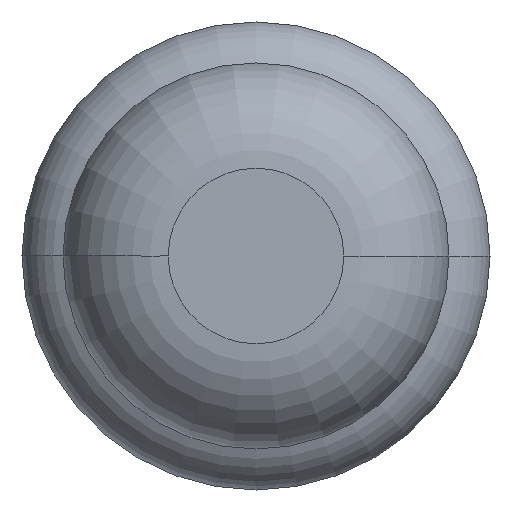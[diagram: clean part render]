
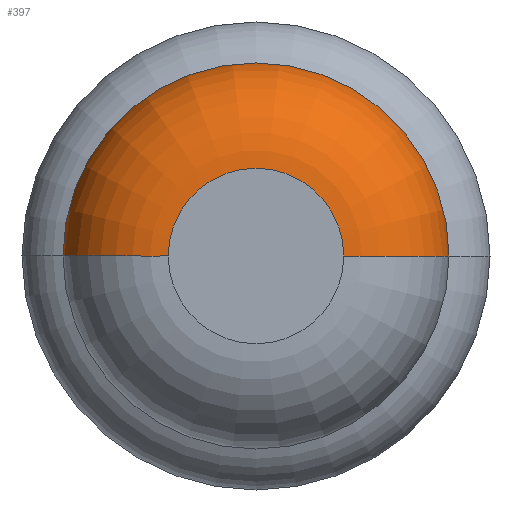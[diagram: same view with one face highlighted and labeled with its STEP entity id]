
A CAD part, front view. The second image highlights one B-rep face of the part: STEP entity #397.
In plain terms, the highlighted toroidal (fillet/blend) face has major radius 0.375 mm and minor radius 0.45 mm.
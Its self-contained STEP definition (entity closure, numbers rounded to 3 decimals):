
#41 = ORIENTED_EDGE ( 'NONE', *, *, #1046, .T. ) ;
#99 = EDGE_CURVE ( 'NONE', #1510, #1676, #235, .T. ) ;
#108 = AXIS2_PLACEMENT_3D ( 'NONE', #2726, #1459, #173 ) ;
#163 = EDGE_CURVE ( 'Defeature ausgef�hrt1_6+Defeature ausgef�hrt1_7+Defeature ausgef�hrt1_7+Defeature ausgef�hrt1_7', #1676, #1270, #1111, .T. ) ;
#173 = DIRECTION ( 'NONE',  ( 1., 0., 0. ) ) ;
#202 = CARTESIAN_POINT ( 'NONE',  ( -0.825, -31.55, 0. ) ) ;
#205 = EDGE_LOOP ( 'NONE', ( #342, #41, #332, #2456 ) ) ;
#235 = CIRCLE ( 'NONE', #2688, 0.45 ) ;
#309 = TOROIDAL_SURFACE ( 'NONE', #3078, 0.375, 0.45 ) ;
#332 = ORIENTED_EDGE ( 'NONE', *, *, #163, .F. ) ;
#342 = ORIENTED_EDGE ( 'NONE', *, *, #449, .T. ) ;
#373 = DIRECTION ( 'NONE',  ( 0., -1., 0. ) ) ;
#397 = ADVANCED_FACE ( 'Defeature ausgef�hrt1_7', ( #1521 ), #309, .T. ) ;
#438 = DIRECTION ( 'NONE',  ( 1., 0., 0. ) ) ;
#449 = EDGE_CURVE ( 'Defeature ausgef�hrt1_7+Defeature ausgef�hrt1_8+Defeature ausgef�hrt1_8+Defeature ausgef�hrt1_8', #1510, #1939, #2457, .T. ) ;
#469 = DIRECTION ( 'NONE',  ( 0., -1., 0. ) ) ;
#723 = AXIS2_PLACEMENT_3D ( 'NONE', #2234, #469, #438 ) ;
#1022 = CARTESIAN_POINT ( 'NONE',  ( 0.375, -32., 0. ) ) ;
#1030 = CARTESIAN_POINT ( 'NONE',  ( 0.375, -31.55, 0. ) ) ;
#1046 = EDGE_CURVE ( 'NONE', #1939, #1270, #3104, .T. ) ;
#1111 = CIRCLE ( 'NONE', #1242, 0.375 ) ;
#1242 = AXIS2_PLACEMENT_3D ( 'NONE', #1825, #2362, #2859 ) ;
#1270 = VERTEX_POINT ( 'NONE', #1307 ) ;
#1307 = CARTESIAN_POINT ( 'NONE',  ( -0.375, -32., 0. ) ) ;
#1459 = DIRECTION ( 'NONE',  ( 0., 0., 1. ) ) ;
#1510 = VERTEX_POINT ( 'NONE', #2974 ) ;
#1521 = FACE_OUTER_BOUND ( 'NONE', #205, .T. ) ;
#1647 = CARTESIAN_POINT ( 'NONE',  ( 0., -31.55, 0. ) ) ;
#1676 = VERTEX_POINT ( 'NONE', #1022 ) ;
#1817 = DIRECTION ( 'NONE',  ( -1., 0., 0. ) ) ;
#1825 = CARTESIAN_POINT ( 'NONE',  ( 0., -32., 0. ) ) ;
#1839 = DIRECTION ( 'NONE',  ( 0., 0., -1. ) ) ;
#1939 = VERTEX_POINT ( 'NONE', #202 ) ;
#2234 = CARTESIAN_POINT ( 'NONE',  ( 0., -31.55, 0. ) ) ;
#2362 = DIRECTION ( 'NONE',  ( 0., -1., 0. ) ) ;
#2437 = DIRECTION ( 'NONE',  ( 1., 0., 0. ) ) ;
#2456 = ORIENTED_EDGE ( 'NONE', *, *, #99, .F. ) ;
#2457 = CIRCLE ( 'NONE', #723, 0.825 ) ;
#2688 = AXIS2_PLACEMENT_3D ( 'NONE', #1030, #1839, #1817 ) ;
#2726 = CARTESIAN_POINT ( 'NONE',  ( -0.375, -31.55, 0. ) ) ;
#2859 = DIRECTION ( 'NONE',  ( 1., 0., 0. ) ) ;
#2974 = CARTESIAN_POINT ( 'NONE',  ( 0.825, -31.55, 0. ) ) ;
#3078 = AXIS2_PLACEMENT_3D ( 'NONE', #1647, #373, #2437 ) ;
#3104 = CIRCLE ( 'NONE', #108, 0.45 ) ;
